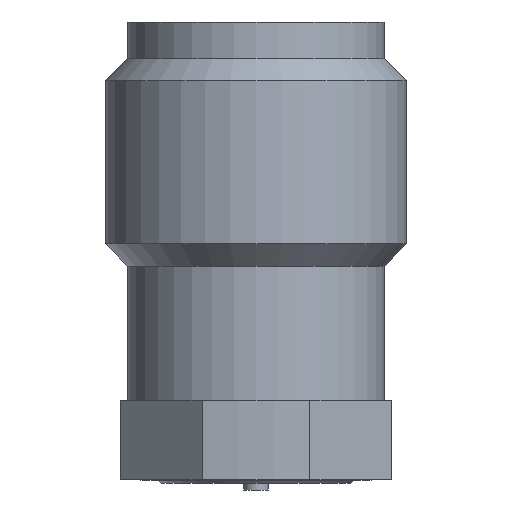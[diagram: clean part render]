
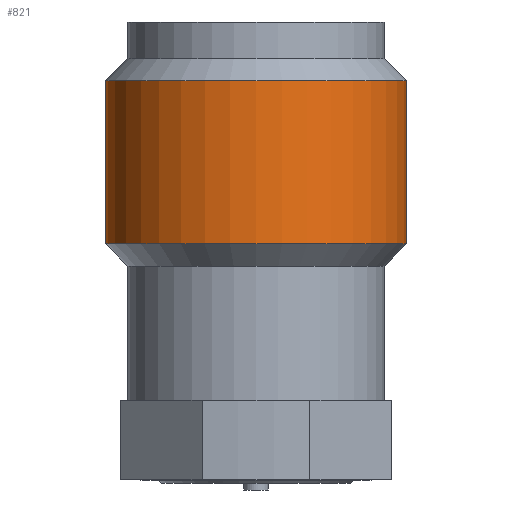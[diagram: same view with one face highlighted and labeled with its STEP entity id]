
A CAD part, front view. The second image highlights one B-rep face of the part: STEP entity #821.
In plain terms, the highlighted cylindrical face has radius 3.129 mm (diameter 6.257 mm), a partial arc.
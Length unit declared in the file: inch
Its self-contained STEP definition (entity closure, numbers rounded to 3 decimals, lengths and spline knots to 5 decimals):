
#19 = VERTEX_POINT ( 'NONE', #294 ) ;
#79 = FACE_OUTER_BOUND ( 'NONE', #897, .T. ) ;
#125 = ORIENTED_EDGE ( 'NONE', *, *, #1255, .T. ) ;
#294 = CARTESIAN_POINT ( 'NONE',  ( 0.12318, 0., -0.18182 ) ) ;
#375 = EDGE_CURVE ( 'NONE', #19, #1501, #653, .T. ) ;
#493 = DIRECTION ( 'NONE',  ( 0., 0., 1. ) ) ;
#513 = ORIENTED_EDGE ( 'NONE', *, *, #375, .T. ) ;
#542 = DIRECTION ( 'NONE',  ( 0., 0., 1. ) ) ;
#581 = DIRECTION ( 'NONE',  ( 0., 0., 1. ) ) ;
#653 = LINE ( 'NONE', #1072, #1045 ) ;
#701 = ORIENTED_EDGE ( 'NONE', *, *, #1667, .F. ) ;
#705 = EDGE_CURVE ( 'NONE', #1733, #1501, #1874, .T. ) ;
#821 = ADVANCED_FACE ( 'NONE', ( #79 ), #1139, .T. ) ;
#840 = LINE ( 'NONE', #1572, #2087 ) ;
#866 = DIRECTION ( 'NONE',  ( 1., 0., 0. ) ) ;
#897 = EDGE_LOOP ( 'NONE', ( #701, #125, #513, #947 ) ) ;
#947 = ORIENTED_EDGE ( 'NONE', *, *, #705, .F. ) ;
#986 = AXIS2_PLACEMENT_3D ( 'NONE', #1330, #542, #866 ) ;
#1015 = CARTESIAN_POINT ( 'NONE',  ( 0., 0., 0. ) ) ;
#1045 = VECTOR ( 'NONE', #2045, 39.37008 ) ;
#1061 = VERTEX_POINT ( 'NONE', #1575 ) ;
#1072 = CARTESIAN_POINT ( 'NONE',  ( 0.12318, 0., 0. ) ) ;
#1133 = CIRCLE ( 'NONE', #986, 0.12318 ) ;
#1139 = CYLINDRICAL_SURFACE ( 'NONE', #1963, 0.12318 ) ;
#1177 = DIRECTION ( 'NONE',  ( 0., 0., 1. ) ) ;
#1189 = CARTESIAN_POINT ( 'NONE',  ( 0.12318, 0., -0.04818 ) ) ;
#1255 = EDGE_CURVE ( 'NONE', #1061, #19, #1133, .T. ) ;
#1330 = CARTESIAN_POINT ( 'NONE',  ( 0., 0., -0.18182 ) ) ;
#1396 = AXIS2_PLACEMENT_3D ( 'NONE', #1480, #493, #1645 ) ;
#1480 = CARTESIAN_POINT ( 'NONE',  ( 0., 0., -0.04818 ) ) ;
#1501 = VERTEX_POINT ( 'NONE', #1189 ) ;
#1572 = CARTESIAN_POINT ( 'NONE',  ( -0.12318, 0., 0. ) ) ;
#1575 = CARTESIAN_POINT ( 'NONE',  ( -0.12318, 0., -0.18182 ) ) ;
#1645 = DIRECTION ( 'NONE',  ( 1., 0., 0. ) ) ;
#1667 = EDGE_CURVE ( 'NONE', #1061, #1733, #840, .T. ) ;
#1733 = VERTEX_POINT ( 'NONE', #1903 ) ;
#1874 = CIRCLE ( 'NONE', #1396, 0.12318 ) ;
#1903 = CARTESIAN_POINT ( 'NONE',  ( -0.12318, 0., -0.04818 ) ) ;
#1963 = AXIS2_PLACEMENT_3D ( 'NONE', #1015, #1177, #2006 ) ;
#2006 = DIRECTION ( 'NONE',  ( 1., 0., 0. ) ) ;
#2045 = DIRECTION ( 'NONE',  ( 0., 0., 1. ) ) ;
#2087 = VECTOR ( 'NONE', #581, 39.37008 ) ;
